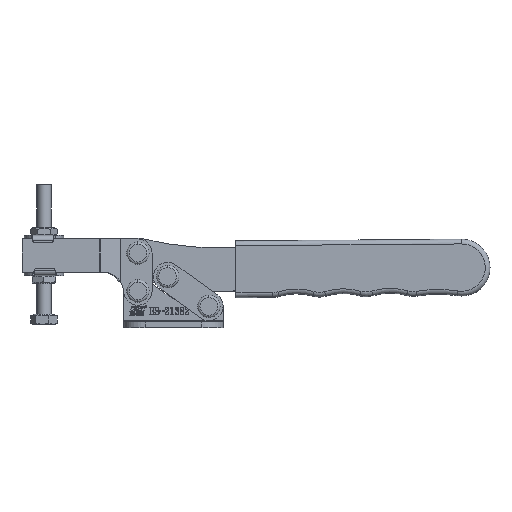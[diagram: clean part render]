
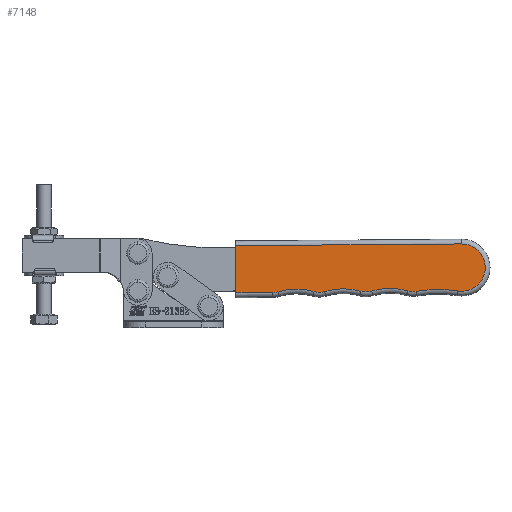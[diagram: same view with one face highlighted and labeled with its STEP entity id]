
A CAD part, top view. The second image highlights one B-rep face of the part: STEP entity #7148.
In plain terms, the highlighted planar face has unit normal (0, 0, 1).
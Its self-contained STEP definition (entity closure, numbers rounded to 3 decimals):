
#3181 = CARTESIAN_POINT ( 'NONE',  ( 0., 0., 8. ) ) ;
#3182 = DIRECTION ( 'NONE',  ( 0., -1., 0. ) ) ;
#3201 = CARTESIAN_POINT ( 'NONE',  ( 65., -23.571, 8. ) ) ;
#3202 = DIRECTION ( 'NONE',  ( 0., 0., -1. ) ) ;
#3203 = DIRECTION ( 'NONE',  ( -1., 0., 0. ) ) ;
#5496 = LINE ( 'NONE', #3181, #5499 ) ;
#5498 = CIRCLE ( 'NONE', #13059, 27. ) ;
#5499 = VECTOR ( 'NONE', #3182, 1000. ) ;
#5648 = CIRCLE ( 'NONE', #13094, 27. ) ;
#5658 = CIRCLE ( 'NONE', #13092, 52. ) ;
#5664 = CIRCLE ( 'NONE', #13095, 8. ) ;
#5670 = LINE ( 'NONE', #13223, #5673 ) ;
#5672 = CIRCLE ( 'NONE', #13096, 8. ) ;
#5673 = VECTOR ( 'NONE', #13224, 1000. ) ;
#5674 = CIRCLE ( 'NONE', #13097, 8. ) ;
#5677 = CIRCLE ( 'NONE', #13099, 27. ) ;
#5700 = CIRCLE ( 'NONE', #15791, 8. ) ;
#5702 = LINE ( 'NONE', #13269, #5704 ) ;
#5703 = CIRCLE ( 'NONE', #15794, 10. ) ;
#5704 = VECTOR ( 'NONE', #13278, 1000. ) ;
#7148 = ADVANCED_FACE ( 'NONE', ( #17364 ), #20143, .F. ) ;
#10271 = EDGE_LOOP ( 'NONE', ( #21164, #21166, #21168, #21170, #21172, #21174, #21176, #21178, #21180, #21182, #21184, #21186 ) ) ;
#12611 = AXIS2_PLACEMENT_3D ( 'NONE', #20141, #20146, #20147 ) ;
#13059 = AXIS2_PLACEMENT_3D ( 'NONE', #3201, #3202, #3203 ) ;
#13092 = AXIS2_PLACEMENT_3D ( 'NONE', #13205, #13206, #13207 ) ;
#13094 = AXIS2_PLACEMENT_3D ( 'NONE', #13213, #13214, #13215 ) ;
#13095 = AXIS2_PLACEMENT_3D ( 'NONE', #13216, #13217, #13218 ) ;
#13096 = AXIS2_PLACEMENT_3D ( 'NONE', #13225, #13226, #13227 ) ;
#13097 = AXIS2_PLACEMENT_3D ( 'NONE', #13229, #13230, #13231 ) ;
#13099 = AXIS2_PLACEMENT_3D ( 'NONE', #13236, #13237, #13238 ) ;
#13205 = CARTESIAN_POINT ( 'NONE',  ( 85.115, -49.124, 8. ) ) ;
#13206 = DIRECTION ( 'NONE',  ( 0., 0., -1. ) ) ;
#13207 = DIRECTION ( 'NONE',  ( -1., 0., 0. ) ) ;
#13213 = CARTESIAN_POINT ( 'NONE',  ( 45.2, -23.571, 8. ) ) ;
#13214 = DIRECTION ( 'NONE',  ( 0., 0., -1. ) ) ;
#13215 = DIRECTION ( 'NONE',  ( -1., 0., 0. ) ) ;
#13216 = CARTESIAN_POINT ( 'NONE',  ( 35.3, 10., 8. ) ) ;
#13217 = DIRECTION ( 'NONE',  ( 0., 0., 1. ) ) ;
#13218 = DIRECTION ( 'NONE',  ( -1., 0., 0. ) ) ;
#13223 = CARTESIAN_POINT ( 'NONE',  ( 95.5, 2., 8. ) ) ;
#13224 = DIRECTION ( 'NONE',  ( 1., 0., 0. ) ) ;
#13225 = CARTESIAN_POINT ( 'NONE',  ( 55.1, 10., 8. ) ) ;
#13226 = DIRECTION ( 'NONE',  ( 0., 0., 1. ) ) ;
#13227 = DIRECTION ( 'NONE',  ( -1., 0., 0. ) ) ;
#13229 = CARTESIAN_POINT ( 'NONE',  ( 15.5, 10., 8. ) ) ;
#13230 = DIRECTION ( 'NONE',  ( 0., 0., 1. ) ) ;
#13231 = DIRECTION ( 'NONE',  ( -1., 0., 0. ) ) ;
#13236 = CARTESIAN_POINT ( 'NONE',  ( 25.4, -23.571, 8. ) ) ;
#13237 = DIRECTION ( 'NONE',  ( 0., 0., -1. ) ) ;
#13238 = DIRECTION ( 'NONE',  ( -1., 0., 0. ) ) ;
#13269 = CARTESIAN_POINT ( 'NONE',  ( 95.5, 22., 8. ) ) ;
#13278 = DIRECTION ( 'NONE',  ( -1., 0., 0. ) ) ;
#13285 = CARTESIAN_POINT ( 'NONE',  ( 74.9, 10., 8. ) ) ;
#13286 = DIRECTION ( 'NONE',  ( 0., 0., 1. ) ) ;
#13287 = DIRECTION ( 'NONE',  ( -1., 0., 0. ) ) ;
#13288 = CARTESIAN_POINT ( 'NONE',  ( 95.5, 12., 8. ) ) ;
#13289 = DIRECTION ( 'NONE',  ( 0., 0., 1. ) ) ;
#13290 = DIRECTION ( 'NONE',  ( -1., 0., 0. ) ) ;
#14364 = EDGE_CURVE ( 'NONE', #22924, #16876, #5496, .T. ) ;
#14371 = EDGE_CURVE ( 'NONE', #16883, #23237, #5498, .T. ) ;
#14487 = EDGE_CURVE ( 'NONE', #22936, #16834, #5658, .T. ) ;
#14490 = EDGE_CURVE ( 'NONE', #16835, #23433, #5648, .T. ) ;
#14491 = EDGE_CURVE ( 'NONE', #16886, #16835, #5664, .T. ) ;
#14495 = EDGE_CURVE ( 'NONE', #16876, #16837, #5670, .T. ) ;
#14496 = EDGE_CURVE ( 'NONE', #23433, #16883, #5672, .T. ) ;
#14497 = EDGE_CURVE ( 'NONE', #16837, #16831, #5674, .T. ) ;
#14500 = EDGE_CURVE ( 'NONE', #16831, #16886, #5677, .T. ) ;
#14517 = EDGE_CURVE ( 'NONE', #23237, #22936, #5700, .T. ) ;
#14518 = EDGE_CURVE ( 'NONE', #23010, #22924, #5702, .T. ) ;
#14519 = EDGE_CURVE ( 'NONE', #16834, #23010, #5703, .T. ) ;
#15791 = AXIS2_PLACEMENT_3D ( 'NONE', #13285, #13286, #13287 ) ;
#15794 = AXIS2_PLACEMENT_3D ( 'NONE', #13288, #13289, #13290 ) ;
#16831 = VERTEX_POINT ( 'NONE', #24184 ) ;
#16834 = VERTEX_POINT ( 'NONE', #24187 ) ;
#16835 = VERTEX_POINT ( 'NONE', #24188 ) ;
#16837 = VERTEX_POINT ( 'NONE', #24189 ) ;
#16876 = VERTEX_POINT ( 'NONE', #24228 ) ;
#16883 = VERTEX_POINT ( 'NONE', #24235 ) ;
#16886 = VERTEX_POINT ( 'NONE', #24238 ) ;
#17364 = FACE_OUTER_BOUND ( 'NONE', #10271, .T. ) ;
#20141 = CARTESIAN_POINT ( 'NONE',  ( 95.5, 12., 8. ) ) ;
#20143 = PLANE ( 'NONE',  #12611 ) ;
#20146 = DIRECTION ( 'NONE',  ( 0., 0., -1. ) ) ;
#20147 = DIRECTION ( 'NONE',  ( -1., 0., 0. ) ) ;
#21164 = ORIENTED_EDGE ( 'NONE', *, *, #14364, .T. ) ;
#21166 = ORIENTED_EDGE ( 'NONE', *, *, #14495, .T. ) ;
#21168 = ORIENTED_EDGE ( 'NONE', *, *, #14497, .T. ) ;
#21170 = ORIENTED_EDGE ( 'NONE', *, *, #14500, .T. ) ;
#21172 = ORIENTED_EDGE ( 'NONE', *, *, #14491, .T. ) ;
#21174 = ORIENTED_EDGE ( 'NONE', *, *, #14490, .T. ) ;
#21176 = ORIENTED_EDGE ( 'NONE', *, *, #14496, .T. ) ;
#21178 = ORIENTED_EDGE ( 'NONE', *, *, #14371, .T. ) ;
#21180 = ORIENTED_EDGE ( 'NONE', *, *, #14517, .T. ) ;
#21182 = ORIENTED_EDGE ( 'NONE', *, *, #14487, .T. ) ;
#21184 = ORIENTED_EDGE ( 'NONE', *, *, #14519, .T. ) ;
#21186 = ORIENTED_EDGE ( 'NONE', *, *, #14518, .T. ) ;
#22924 = VERTEX_POINT ( 'NONE', #24856 ) ;
#22936 = VERTEX_POINT ( 'NONE', #24860 ) ;
#23010 = VERTEX_POINT ( 'NONE', #24885 ) ;
#23237 = VERTEX_POINT ( 'NONE', #24960 ) ;
#23433 = VERTEX_POINT ( 'NONE', #25046 ) ;
#24184 = CARTESIAN_POINT ( 'NONE',  ( 17.763, 2.327, 8. ) ) ;
#24187 = CARTESIAN_POINT ( 'NONE',  ( 93.825, 2.141, 8. ) ) ;
#24188 = CARTESIAN_POINT ( 'NONE',  ( 37.563, 2.327, 8. ) ) ;
#24189 = CARTESIAN_POINT ( 'NONE',  ( 15.5, 2., 8. ) ) ;
#24228 = CARTESIAN_POINT ( 'NONE',  ( 0., 2., 8. ) ) ;
#24235 = CARTESIAN_POINT ( 'NONE',  ( 57.363, 2.327, 8. ) ) ;
#24238 = CARTESIAN_POINT ( 'NONE',  ( 33.037, 2.327, 8. ) ) ;
#24856 = CARTESIAN_POINT ( 'NONE',  ( 0., 22., 8. ) ) ;
#24860 = CARTESIAN_POINT ( 'NONE',  ( 76.262, 2.117, 8. ) ) ;
#24885 = CARTESIAN_POINT ( 'NONE',  ( 95.5, 22., 8. ) ) ;
#24960 = CARTESIAN_POINT ( 'NONE',  ( 72.637, 2.327, 8. ) ) ;
#25046 = CARTESIAN_POINT ( 'NONE',  ( 52.837, 2.327, 8. ) ) ;
